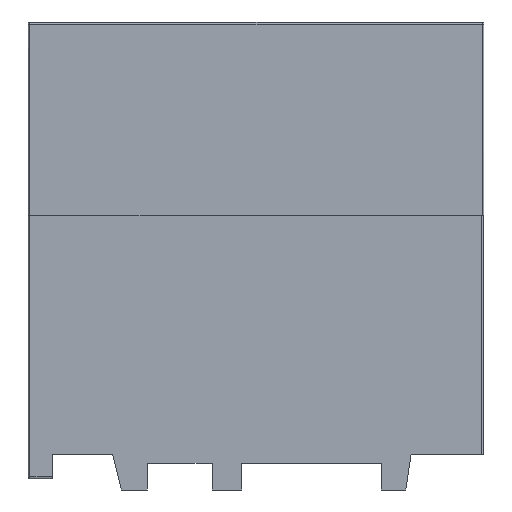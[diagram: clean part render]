
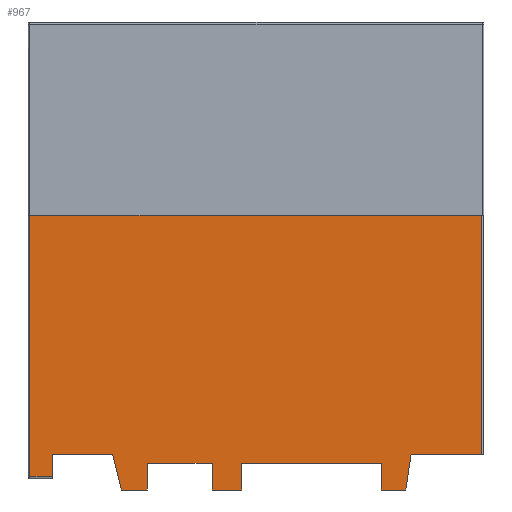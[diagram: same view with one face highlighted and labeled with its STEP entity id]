
A CAD part, left-side view. The second image highlights one B-rep face of the part: STEP entity #967.
In plain terms, the highlighted planar face has unit normal (-1, 0, 0).
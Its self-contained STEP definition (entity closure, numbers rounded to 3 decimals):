
#967=ADVANCED_FACE('',(#2647),#30585,.T.);
#2647=FACE_OUTER_BOUND('',#4358,.T.);
#4358=EDGE_LOOP('',(#7006,#7007,#7008,#7009,#7010,#7011,#7012,#7013,#7014,
#7015,#7016,#7017,#7018,#7019,#7020,#7021,#7022,#7023));
#7006=ORIENTED_EDGE('',*,*,#17058,.T.);
#7007=ORIENTED_EDGE('',*,*,#17059,.T.);
#7008=ORIENTED_EDGE('',*,*,#17057,.T.);
#7009=ORIENTED_EDGE('',*,*,#17056,.T.);
#7010=ORIENTED_EDGE('',*,*,#17044,.T.);
#7011=ORIENTED_EDGE('',*,*,#17166,.T.);
#7012=ORIENTED_EDGE('',*,*,#17045,.T.);
#7013=ORIENTED_EDGE('',*,*,#17046,.T.);
#7014=ORIENTED_EDGE('',*,*,#17047,.T.);
#7015=ORIENTED_EDGE('',*,*,#17048,.T.);
#7016=ORIENTED_EDGE('',*,*,#17049,.T.);
#7017=ORIENTED_EDGE('',*,*,#17050,.T.);
#7018=ORIENTED_EDGE('',*,*,#17051,.T.);
#7019=ORIENTED_EDGE('',*,*,#17052,.T.);
#7020=ORIENTED_EDGE('',*,*,#17053,.T.);
#7021=ORIENTED_EDGE('',*,*,#17515,.T.);
#7022=ORIENTED_EDGE('',*,*,#17054,.T.);
#7023=ORIENTED_EDGE('',*,*,#17055,.T.);
#17044=EDGE_CURVE('',#27527,#27528,#22452,.T.);
#17045=EDGE_CURVE('',#27529,#27530,#22453,.T.);
#17046=EDGE_CURVE('',#27530,#27531,#22454,.T.);
#17047=EDGE_CURVE('',#27531,#27532,#22455,.T.);
#17048=EDGE_CURVE('',#27532,#27533,#22456,.T.);
#17049=EDGE_CURVE('',#27533,#27534,#22457,.T.);
#17050=EDGE_CURVE('',#27534,#27535,#22458,.T.);
#17051=EDGE_CURVE('',#27535,#27536,#22459,.T.);
#17052=EDGE_CURVE('',#27536,#27537,#22460,.T.);
#17053=EDGE_CURVE('',#27537,#27538,#22461,.T.);
#17054=EDGE_CURVE('',#27539,#27540,#22462,.T.);
#17055=EDGE_CURVE('',#27540,#27524,#22463,.T.);
#17056=EDGE_CURVE('',#27526,#27527,#22464,.T.);
#17057=EDGE_CURVE('',#27525,#27526,#22465,.T.);
#17058=EDGE_CURVE('',#27524,#27447,#22466,.T.);
#17059=EDGE_CURVE('',#27447,#27525,#22467,.T.);
#17166=EDGE_CURVE('',#27528,#27529,#22571,.T.);
#17515=EDGE_CURVE('',#27538,#27539,#22897,.T.);
#22452=B_SPLINE_CURVE_WITH_KNOTS('',1,(#46878,#46879),.UNSPECIFIED.,.F.,
 .F.,(2,2),(0.,17.13),.UNSPECIFIED.);
#22453=B_SPLINE_CURVE_WITH_KNOTS('',1,(#46880,#46881),.UNSPECIFIED.,.F.,
 .F.,(2,2),(0.,7.42),.UNSPECIFIED.);
#22454=B_SPLINE_CURVE_WITH_KNOTS('',1,(#46882,#46883),.UNSPECIFIED.,.F.,
 .F.,(2,2),(0.,7.6),.UNSPECIFIED.);
#22455=B_SPLINE_CURVE_WITH_KNOTS('',1,(#46884,#46885),.UNSPECIFIED.,.F.,
 .F.,(2,2),(0.,18.46),.UNSPECIFIED.);
#22456=B_SPLINE_CURVE_WITH_KNOTS('',1,(#46886,#46887),.UNSPECIFIED.,.F.,
 .F.,(2,2),(0.,7.6),.UNSPECIFIED.);
#22457=B_SPLINE_CURVE_WITH_KNOTS('',1,(#46888,#46889),.UNSPECIFIED.,.F.,
 .F.,(2,2),(0.,8.4),.UNSPECIFIED.);
#22458=B_SPLINE_CURVE_WITH_KNOTS('',1,(#46890,#46891),.UNSPECIFIED.,.F.,
 .F.,(2,2),(0.,7.6),.UNSPECIFIED.);
#22459=B_SPLINE_CURVE_WITH_KNOTS('',1,(#46892,#46893),.UNSPECIFIED.,.F.,
 .F.,(2,2),(0.,39.8),.UNSPECIFIED.);
#22460=B_SPLINE_CURVE_WITH_KNOTS('',1,(#46894,#46895),.UNSPECIFIED.,.F.,
 .F.,(2,2),(0.,7.6),.UNSPECIFIED.);
#22461=B_SPLINE_CURVE_WITH_KNOTS('',1,(#46896,#46897),.UNSPECIFIED.,.F.,
 .F.,(2,2),(0.,7.),.UNSPECIFIED.);
#22462=B_SPLINE_CURVE_WITH_KNOTS('',1,(#46898,#46899),.UNSPECIFIED.,.F.,
 .F.,(2,2),(0.,20.14),.UNSPECIFIED.);
#22463=B_SPLINE_CURVE_WITH_KNOTS('',1,(#46900,#46901),.UNSPECIFIED.,.F.,
 .F.,(2,2),(0.,68.29),.UNSPECIFIED.);
#22464=B_SPLINE_CURVE_WITH_KNOTS('',1,(#46902,#46903),.UNSPECIFIED.,.F.,
 .F.,(2,2),(-6.3,0.),.UNSPECIFIED.);
#22465=B_SPLINE_CURVE_WITH_KNOTS('',1,(#46904,#46905),.UNSPECIFIED.,.F.,
 .F.,(2,2),(-6.5,0.),.UNSPECIFIED.);
#22466=B_SPLINE_CURVE_WITH_KNOTS('',1,(#46906,#46907,#46908,#46909),
 .UNSPECIFIED.,.F.,.F.,(2,1,1,2),(-0.149,0.,128.401,
128.701),.UNSPECIFIED.);
#22467=B_SPLINE_CURVE_WITH_KNOTS('',1,(#46910,#46911,#46912),
 .UNSPECIFIED.,.F.,.F.,(2,1,2),(-68.29,0.,6.3),
 .UNSPECIFIED.);
#22571=B_SPLINE_CURVE_WITH_KNOTS('',1,(#47152,#47153,#47154),
 .UNSPECIFIED.,.F.,.F.,(2,1,2),(-10.317,-0.781,0.),
 .UNSPECIFIED.);
#22897=B_SPLINE_CURVE_WITH_KNOTS('',1,(#47924,#47925),.UNSPECIFIED.,.F.,
 .F.,(2,2),(-10.122,0.),.UNSPECIFIED.);
#27447=VERTEX_POINT('',#43659);
#27524=VERTEX_POINT('',#43736);
#27525=VERTEX_POINT('',#43737);
#27526=VERTEX_POINT('',#43738);
#27527=VERTEX_POINT('',#43739);
#27528=VERTEX_POINT('',#43740);
#27529=VERTEX_POINT('',#43741);
#27530=VERTEX_POINT('',#43742);
#27531=VERTEX_POINT('',#43743);
#27532=VERTEX_POINT('',#43744);
#27533=VERTEX_POINT('',#43745);
#27534=VERTEX_POINT('',#43746);
#27535=VERTEX_POINT('',#43747);
#27536=VERTEX_POINT('',#43748);
#27537=VERTEX_POINT('',#43749);
#27538=VERTEX_POINT('',#43750);
#27539=VERTEX_POINT('',#43751);
#27540=VERTEX_POINT('',#43752);
#30585=PLANE('',#32177);
#32177=AXIS2_PLACEMENT_3D('',#39898,#33745,$);
#33745=DIRECTION('',(-1.,0.,0.));
#39898=CARTESIAN_POINT('',(38.578,484.696,-83.226));
#43659=CARTESIAN_POINT('',(38.578,471.201,-91.666));
#43736=CARTESIAN_POINT('',(38.578,342.351,-91.666));
#43737=CARTESIAN_POINT('',(38.578,471.201,-166.256));
#43738=CARTESIAN_POINT('',(38.578,464.701,-166.256));
#43739=CARTESIAN_POINT('',(38.578,464.701,-159.956));
#43740=CARTESIAN_POINT('',(38.578,447.571,-159.956));
#43741=CARTESIAN_POINT('',(38.578,445.071,-169.966));
#43742=CARTESIAN_POINT('',(38.578,437.651,-169.966));
#43743=CARTESIAN_POINT('',(38.578,437.651,-162.366));
#43744=CARTESIAN_POINT('',(38.578,419.191,-162.366));
#43745=CARTESIAN_POINT('',(38.578,419.191,-169.966));
#43746=CARTESIAN_POINT('',(38.578,410.791,-169.966));
#43747=CARTESIAN_POINT('',(38.578,410.791,-162.366));
#43748=CARTESIAN_POINT('',(38.578,370.991,-162.366));
#43749=CARTESIAN_POINT('',(38.578,370.991,-169.966));
#43750=CARTESIAN_POINT('',(38.578,363.991,-169.966));
#43751=CARTESIAN_POINT('',(38.578,362.491,-159.956));
#43752=CARTESIAN_POINT('',(38.578,342.351,-159.956));
#46878=CARTESIAN_POINT('',(38.578,464.701,-159.956));
#46879=CARTESIAN_POINT('',(38.578,447.571,-159.956));
#46880=CARTESIAN_POINT('',(38.578,445.071,-169.966));
#46881=CARTESIAN_POINT('',(38.578,437.651,-169.966));
#46882=CARTESIAN_POINT('',(38.578,437.651,-169.966));
#46883=CARTESIAN_POINT('',(38.578,437.651,-162.366));
#46884=CARTESIAN_POINT('',(38.578,437.651,-162.366));
#46885=CARTESIAN_POINT('',(38.578,419.191,-162.366));
#46886=CARTESIAN_POINT('',(38.578,419.191,-162.366));
#46887=CARTESIAN_POINT('',(38.578,419.191,-169.966));
#46888=CARTESIAN_POINT('',(38.578,419.191,-169.966));
#46889=CARTESIAN_POINT('',(38.578,410.791,-169.966));
#46890=CARTESIAN_POINT('',(38.578,410.791,-169.966));
#46891=CARTESIAN_POINT('',(38.578,410.791,-162.366));
#46892=CARTESIAN_POINT('',(38.578,410.791,-162.366));
#46893=CARTESIAN_POINT('',(38.578,370.991,-162.366));
#46894=CARTESIAN_POINT('',(38.578,370.991,-162.366));
#46895=CARTESIAN_POINT('',(38.578,370.991,-169.966));
#46896=CARTESIAN_POINT('',(38.578,370.991,-169.966));
#46897=CARTESIAN_POINT('',(38.578,363.991,-169.966));
#46898=CARTESIAN_POINT('',(38.578,362.491,-159.956));
#46899=CARTESIAN_POINT('',(38.578,342.351,-159.956));
#46900=CARTESIAN_POINT('',(38.578,342.351,-159.956));
#46901=CARTESIAN_POINT('',(38.578,342.351,-91.666));
#46902=CARTESIAN_POINT('',(38.578,464.701,-166.256));
#46903=CARTESIAN_POINT('',(38.578,464.701,-159.956));
#46904=CARTESIAN_POINT('',(38.578,471.201,-166.256));
#46905=CARTESIAN_POINT('',(38.578,464.701,-166.256));
#46906=CARTESIAN_POINT('',(38.578,342.351,-91.666));
#46907=CARTESIAN_POINT('',(38.578,342.5,-91.666));
#46908=CARTESIAN_POINT('',(38.578,470.901,-91.666));
#46909=CARTESIAN_POINT('',(38.578,471.201,-91.666));
#46910=CARTESIAN_POINT('',(38.578,471.201,-91.666));
#46911=CARTESIAN_POINT('',(38.578,471.201,-159.956));
#46912=CARTESIAN_POINT('',(38.578,471.201,-166.256));
#47152=CARTESIAN_POINT('',(38.578,447.571,-159.956));
#47153=CARTESIAN_POINT('',(38.578,445.261,-169.208));
#47154=CARTESIAN_POINT('',(38.578,445.071,-169.966));
#47924=CARTESIAN_POINT('',(38.578,363.991,-169.966));
#47925=CARTESIAN_POINT('',(38.578,362.491,-159.956));
